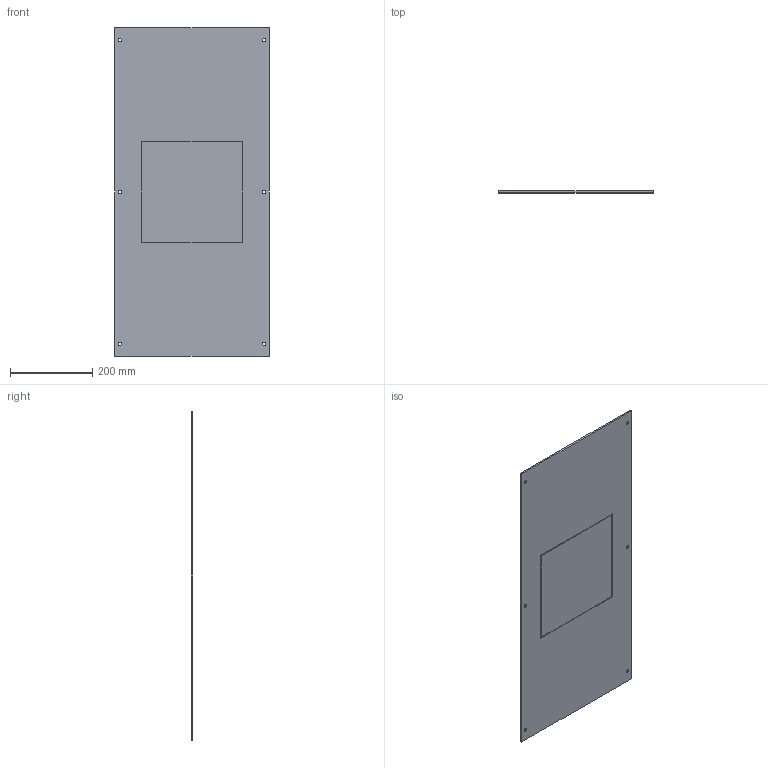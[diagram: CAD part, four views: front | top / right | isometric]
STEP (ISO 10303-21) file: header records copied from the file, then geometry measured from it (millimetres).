
FILE_DESCRIPTION((''),'2;1');
FILE_NAME('7402064_ASM','2015-12-22T',('AndreasKeweloh'),(''),'CREO PARAMETRIC BY PTC INC, 2015290','CREO PARAMETRIC BY PTC INC, 2015290','');
FILE_SCHEMA(('CONFIG_CONTROL_DESIGN'));
Length unit declared in the file: millimetre
Products named in the file (3): 42955A; 42945F; 7402064_ASM
Assembly tree (2 placements, depth 2):
  7402064_ASM
    42955A
    42945F
Bounding box: 377.5 x 4 x 800 mm (x, y, z)
Volume: 1145963.8 mm3; surface area: 622887 mm2
Topology: 2 solids, 2 shells, 45 faces, 108 edges, 68 vertices
Faces by surface type: plane 21, cone 12, cylinder 12
Entity records: 1418 total; most frequent: DIRECTION 244, CARTESIAN_POINT 226, ORIENTED_EDGE 216, EDGE_CURVE 108, AXIS2_PLACEMENT_3D 86, VECTOR 72, LINE 72, VERTEX_POINT 68
